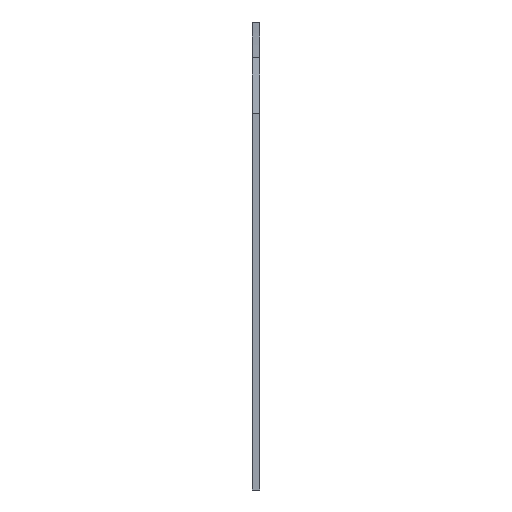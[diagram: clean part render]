
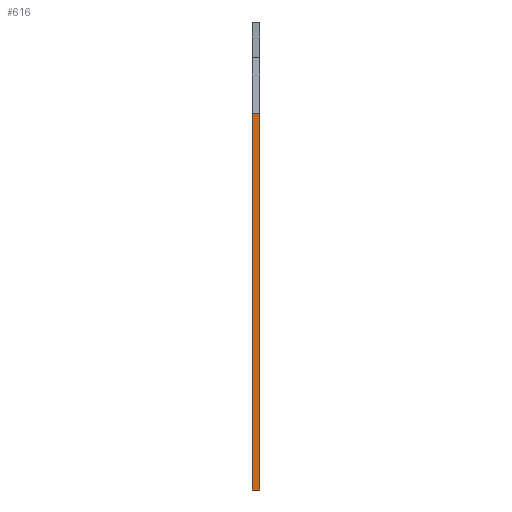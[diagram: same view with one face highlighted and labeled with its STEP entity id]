
A CAD part, front view. The second image highlights one B-rep face of the part: STEP entity #616.
In plain terms, the highlighted planar face has unit normal (0, -1, 0.018).
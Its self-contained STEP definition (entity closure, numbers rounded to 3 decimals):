
#347=PLANE('',#1225);
#381=FACE_OUTER_BOUND('',#696,.T.);
#439=LINE('',#1588,#536);
#441=LINE('',#1592,#538);
#442=LINE('',#1595,#539);
#443=LINE('',#1596,#540);
#536=VECTOR('',#1353,1.);
#538=VECTOR('',#1357,1.);
#539=VECTOR('',#1358,1.);
#540=VECTOR('',#1359,1.);
#616=ADVANCED_FACE('',(#381),#347,.T.);
#696=EDGE_LOOP('',(#794,#795,#796,#797));
#794=ORIENTED_EDGE('',*,*,#1102,.F.);
#795=ORIENTED_EDGE('',*,*,#1103,.F.);
#796=ORIENTED_EDGE('',*,*,#1100,.T.);
#797=ORIENTED_EDGE('',*,*,#1104,.F.);
#1006=VERTEX_POINT('',#1587);
#1007=VERTEX_POINT('',#1589);
#1008=VERTEX_POINT('',#1593);
#1009=VERTEX_POINT('',#1594);
#1100=EDGE_CURVE('',#1007,#1006,#439,.T.);
#1102=EDGE_CURVE('',#1008,#1009,#441,.T.);
#1103=EDGE_CURVE('',#1007,#1008,#442,.T.);
#1104=EDGE_CURVE('',#1009,#1006,#443,.T.);
#1225=AXIS2_PLACEMENT_3D('',#1597,#1360,#1361);
#1353=DIRECTION('',(-1.,0.,0.));
#1357=DIRECTION('',(-1.,0.,0.));
#1358=DIRECTION('',(0.,-0.017,-1.));
#1359=DIRECTION('',(0.,0.017,1.));
#1360=DIRECTION('',(0.,-1.,0.017));
#1361=DIRECTION('',(0.,0.017,1.));
#1587=CARTESIAN_POINT('',(0.,1.12,64.145));
#1588=CARTESIAN_POINT('',(0.6,1.12,64.145));
#1589=CARTESIAN_POINT('',(1.2,1.12,64.145));
#1592=CARTESIAN_POINT('',(0.6,0.,0.));
#1593=CARTESIAN_POINT('',(1.2,0.,0.));
#1594=CARTESIAN_POINT('',(0.,0.,0.));
#1595=CARTESIAN_POINT('',(1.2,1.106,63.369));
#1596=CARTESIAN_POINT('',(0.,0.036,2.035));
#1597=CARTESIAN_POINT('',(0.6,0.,0.));
